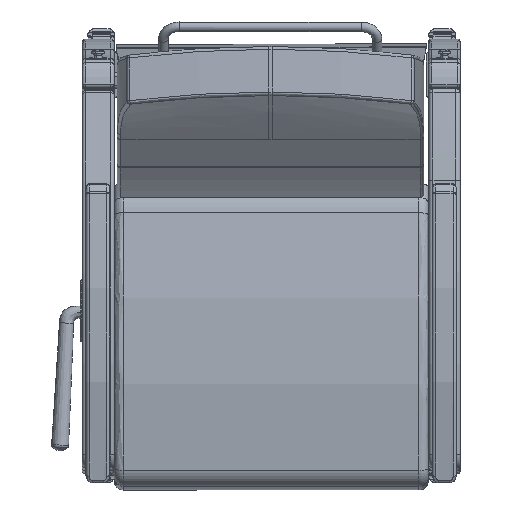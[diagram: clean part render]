
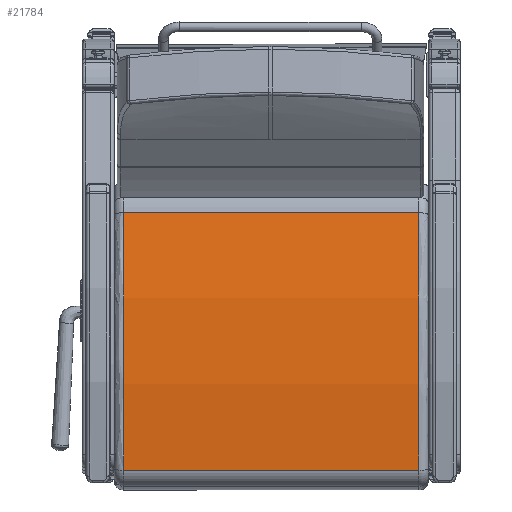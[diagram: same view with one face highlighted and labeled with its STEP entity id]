
A CAD part, front view. The second image highlights one B-rep face of the part: STEP entity #21784.
In plain terms, the highlighted free-form (B-spline) face has degree [1, 2] with [2, 3] control points.
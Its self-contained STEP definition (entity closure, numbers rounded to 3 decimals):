
#758=(
BOUNDED_SURFACE()
B_SPLINE_SURFACE(1,2,((#33180,#33181,#33182),(#33183,#33184,#33185)),
 .UNSPECIFIED.,.F.,.F.,.F.)
B_SPLINE_SURFACE_WITH_KNOTS((2,2),(3,3),(-0.193,0.193),
(1.362,1.699),.UNSPECIFIED.)
GEOMETRIC_REPRESENTATION_ITEM()
RATIONAL_B_SPLINE_SURFACE(((1.,0.986,1.),(1.,0.986,
1.)))
REPRESENTATION_ITEM('')
SURFACE()
);
#1361=ELLIPSE('',#23469,60.054,60.);
#1371=ELLIPSE('',#23497,60.054,60.);
#2375=FACE_OUTER_BOUND('',#3688,.T.);
#3688=EDGE_LOOP('',(#15207,#15208,#15209,#15210));
#5157=LINE('',#33178,#6658);
#5158=LINE('',#33187,#6659);
#6658=VECTOR('',#26253,0.394);
#6659=VECTOR('',#26256,0.394);
#9439=VERTEX_POINT('',#32970);
#9440=VERTEX_POINT('',#32971);
#9465=VERTEX_POINT('',#33177);
#9466=VERTEX_POINT('',#33186);
#11746=EDGE_CURVE('',#9439,#9440,#1361,.T.);
#11784=EDGE_CURVE('',#9440,#9465,#5157,.T.);
#11786=EDGE_CURVE('',#9439,#9466,#5158,.T.);
#11787=EDGE_CURVE('',#9465,#9466,#1371,.T.);
#15207=ORIENTED_EDGE('',*,*,#11746,.F.);
#15208=ORIENTED_EDGE('',*,*,#11786,.T.);
#15209=ORIENTED_EDGE('',*,*,#11787,.F.);
#15210=ORIENTED_EDGE('',*,*,#11784,.F.);
#21784=ADVANCED_FACE('',(#2375),#758,.F.);
#23469=AXIS2_PLACEMENT_3D('',#32972,#26185,#26186);
#23497=AXIS2_PLACEMENT_3D('',#33188,#26257,#26258);
#26185=DIRECTION('center_axis',(0.,0.,-1.));
#26186=DIRECTION('ref_axis',(1.,0.,0.));
#26253=DIRECTION('',(0.,0.,1.));
#26256=DIRECTION('',(0.,0.,1.));
#26257=DIRECTION('center_axis',(0.,0.,1.));
#26258=DIRECTION('ref_axis',(1.,0.,0.));
#32970=CARTESIAN_POINT('',(-10.045,1.256,-11.563));
#32971=CARTESIAN_POINT('',(10.111,0.445,-11.563));
#32972=CARTESIAN_POINT('Origin',(-2.35,-58.249,-11.563));
#33177=CARTESIAN_POINT('',(10.111,0.445,11.563));
#33178=CARTESIAN_POINT('',(10.111,0.445,0.));
#33180=CARTESIAN_POINT('Ctrl Pts',(10.111,0.445,-11.563));
#33181=CARTESIAN_POINT('Ctrl Pts',(0.103,2.566,-11.563));
#33182=CARTESIAN_POINT('Ctrl Pts',(-10.045,1.256,-11.563));
#33183=CARTESIAN_POINT('Ctrl Pts',(10.111,0.445,11.563));
#33184=CARTESIAN_POINT('Ctrl Pts',(0.103,2.566,11.563));
#33185=CARTESIAN_POINT('Ctrl Pts',(-10.045,1.256,11.563));
#33186=CARTESIAN_POINT('',(-10.045,1.256,11.563));
#33187=CARTESIAN_POINT('',(-10.045,1.256,0.));
#33188=CARTESIAN_POINT('Origin',(-2.35,-58.249,11.563));
